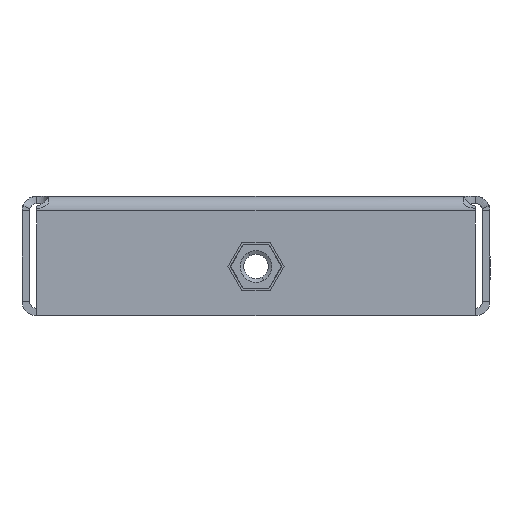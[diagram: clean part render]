
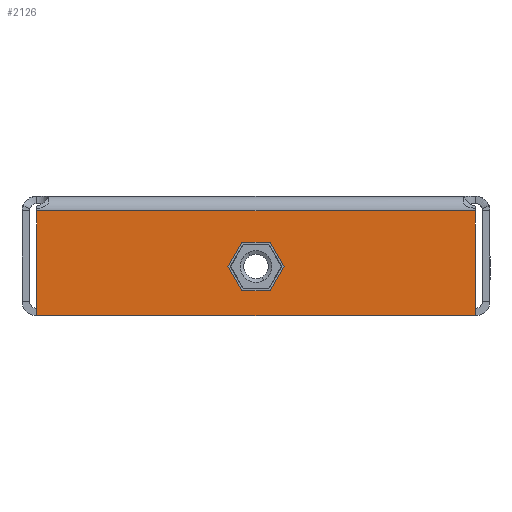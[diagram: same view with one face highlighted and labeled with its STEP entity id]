
A CAD part, left-side view. The second image highlights one B-rep face of the part: STEP entity #2126.
In plain terms, the highlighted planar face has unit normal (-1, 0, 0).
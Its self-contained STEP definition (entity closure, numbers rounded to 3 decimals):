
#165 = CARTESIAN_POINT ( 'NONE',  ( -302., 45., -24.5 ) ) ;
#227 = CARTESIAN_POINT ( 'NONE',  ( -302., 0., -19. ) ) ;
#248 = LINE ( 'NONE', #227, #579 ) ;
#262 = PLANE ( 'NONE',  #1489 ) ;
#308 = VECTOR ( 'NONE', #2537, 1000. ) ;
#397 = CARTESIAN_POINT ( 'NONE',  ( -302., -45., -24.5 ) ) ;
#513 = CARTESIAN_POINT ( 'NONE',  ( -302., 45., 0. ) ) ;
#547 = VERTEX_POINT ( 'NONE', #3699 ) ;
#560 = VERTEX_POINT ( 'NONE', #1410 ) ;
#563 = FACE_BOUND ( 'NONE', #670, .T. ) ;
#574 = LINE ( 'NONE', #1454, #3143 ) ;
#579 = VECTOR ( 'NONE', #589, 1000. ) ;
#588 = EDGE_CURVE ( 'NONE', #547, #560, #248, .T. ) ;
#589 = DIRECTION ( 'NONE',  ( 0., 1., 0. ) ) ;
#656 = DIRECTION ( 'NONE',  ( 0., 0., 1. ) ) ;
#670 = EDGE_LOOP ( 'NONE', ( #3309, #2772, #3414, #1893, #1562, #1695 ) ) ;
#746 = CARTESIAN_POINT ( 'NONE',  ( -302., 0., -9.8 ) ) ;
#764 = EDGE_CURVE ( 'NONE', #1913, #954, #1485, .T. ) ;
#769 = VERTEX_POINT ( 'NONE', #889 ) ;
#869 = VECTOR ( 'NONE', #1296, 1000. ) ;
#884 = VECTOR ( 'NONE', #2701, 1000. ) ;
#889 = CARTESIAN_POINT ( 'NONE',  ( -302., -5.312, -14.4 ) ) ;
#954 = VERTEX_POINT ( 'NONE', #3816 ) ;
#1119 = FACE_OUTER_BOUND ( 'NONE', #2209, .T. ) ;
#1141 = DIRECTION ( 'NONE',  ( 1., 0., 0. ) ) ;
#1145 = CARTESIAN_POINT ( 'NONE',  ( -302., 5.312, -14.4 ) ) ;
#1296 = DIRECTION ( 'NONE',  ( 0., 0., -1. ) ) ;
#1377 = EDGE_CURVE ( 'NONE', #560, #3540, #3832, .T. ) ;
#1410 = CARTESIAN_POINT ( 'NONE',  ( -302., 2.656, -19. ) ) ;
#1426 = DIRECTION ( 'NONE',  ( 0., 0.5, -0.866 ) ) ;
#1447 = CARTESIAN_POINT ( 'NONE',  ( -302., -2.252, -1.3 ) ) ;
#1453 = DIRECTION ( 'NONE',  ( 0., 0.5, 0.866 ) ) ;
#1454 = CARTESIAN_POINT ( 'NONE',  ( -302., 0., -24.5 ) ) ;
#1485 = LINE ( 'NONE', #3310, #1807 ) ;
#1489 = AXIS2_PLACEMENT_3D ( 'NONE', #2620, #1141, #2307 ) ;
#1493 = EDGE_CURVE ( 'NONE', #1987, #769, #2777, .T. ) ;
#1562 = ORIENTED_EDGE ( 'NONE', *, *, #3444, .T. ) ;
#1652 = ORIENTED_EDGE ( 'NONE', *, *, #2990, .T. ) ;
#1695 = ORIENTED_EDGE ( 'NONE', *, *, #1493, .T. ) ;
#1768 = EDGE_CURVE ( 'NONE', #3109, #2697, #3164, .T. ) ;
#1780 = LINE ( 'NONE', #1447, #2095 ) ;
#1807 = VECTOR ( 'NONE', #656, 1000. ) ;
#1812 = CARTESIAN_POINT ( 'NONE',  ( -302., -45., -3. ) ) ;
#1893 = ORIENTED_EDGE ( 'NONE', *, *, #3647, .T. ) ;
#1913 = VERTEX_POINT ( 'NONE', #397 ) ;
#1987 = VERTEX_POINT ( 'NONE', #2521 ) ;
#2095 = VECTOR ( 'NONE', #2468, 1000. ) ;
#2126 = ADVANCED_FACE ( 'NONE', ( #563, #1119 ), #262, .F. ) ;
#2138 = CARTESIAN_POINT ( 'NONE',  ( -302., 2.252, -1.3 ) ) ;
#2209 = EDGE_LOOP ( 'NONE', ( #2501, #3738, #1652, #3550 ) ) ;
#2307 = DIRECTION ( 'NONE',  ( 0., 0., -1. ) ) ;
#2311 = CARTESIAN_POINT ( 'NONE',  ( -302., 2.656, -9.8 ) ) ;
#2357 = EDGE_CURVE ( 'NONE', #3109, #954, #3288, .T. ) ;
#2468 = DIRECTION ( 'NONE',  ( 0., -0.5, 0.866 ) ) ;
#2501 = ORIENTED_EDGE ( 'NONE', *, *, #2357, .F. ) ;
#2517 = LINE ( 'NONE', #746, #308 ) ;
#2521 = CARTESIAN_POINT ( 'NONE',  ( -302., -2.656, -9.8 ) ) ;
#2537 = DIRECTION ( 'NONE',  ( 0., -1., 0. ) ) ;
#2620 = CARTESIAN_POINT ( 'NONE',  ( -302., 0., 0. ) ) ;
#2661 = LINE ( 'NONE', #3822, #3568 ) ;
#2697 = VERTEX_POINT ( 'NONE', #165 ) ;
#2701 = DIRECTION ( 'NONE',  ( 0., -0.5, -0.866 ) ) ;
#2772 = ORIENTED_EDGE ( 'NONE', *, *, #588, .T. ) ;
#2777 = LINE ( 'NONE', #2138, #884 ) ;
#2975 = VECTOR ( 'NONE', #3329, 1000. ) ;
#2990 = EDGE_CURVE ( 'NONE', #2697, #1913, #574, .T. ) ;
#3083 = CARTESIAN_POINT ( 'NONE',  ( -302., 45., -3. ) ) ;
#3109 = VERTEX_POINT ( 'NONE', #3083 ) ;
#3143 = VECTOR ( 'NONE', #3460, 1000. ) ;
#3164 = LINE ( 'NONE', #513, #869 ) ;
#3191 = EDGE_CURVE ( 'NONE', #769, #547, #2661, .T. ) ;
#3260 = CARTESIAN_POINT ( 'NONE',  ( -302., 10.219, -5.9 ) ) ;
#3288 = LINE ( 'NONE', #1812, #2975 ) ;
#3309 = ORIENTED_EDGE ( 'NONE', *, *, #3191, .T. ) ;
#3310 = CARTESIAN_POINT ( 'NONE',  ( -302., -45., 0. ) ) ;
#3329 = DIRECTION ( 'NONE',  ( 0., -1., 0. ) ) ;
#3414 = ORIENTED_EDGE ( 'NONE', *, *, #1377, .T. ) ;
#3444 = EDGE_CURVE ( 'NONE', #3546, #1987, #2517, .T. ) ;
#3460 = DIRECTION ( 'NONE',  ( 0., -1., 0. ) ) ;
#3540 = VERTEX_POINT ( 'NONE', #1145 ) ;
#3546 = VERTEX_POINT ( 'NONE', #2311 ) ;
#3550 = ORIENTED_EDGE ( 'NONE', *, *, #764, .T. ) ;
#3568 = VECTOR ( 'NONE', #1426, 1000. ) ;
#3647 = EDGE_CURVE ( 'NONE', #3540, #3546, #1780, .T. ) ;
#3699 = CARTESIAN_POINT ( 'NONE',  ( -302., -2.656, -19. ) ) ;
#3738 = ORIENTED_EDGE ( 'NONE', *, *, #1768, .T. ) ;
#3800 = VECTOR ( 'NONE', #1453, 1000. ) ;
#3816 = CARTESIAN_POINT ( 'NONE',  ( -302., -45., -3. ) ) ;
#3822 = CARTESIAN_POINT ( 'NONE',  ( -302., -10.219, -5.9 ) ) ;
#3832 = LINE ( 'NONE', #3260, #3800 ) ;
